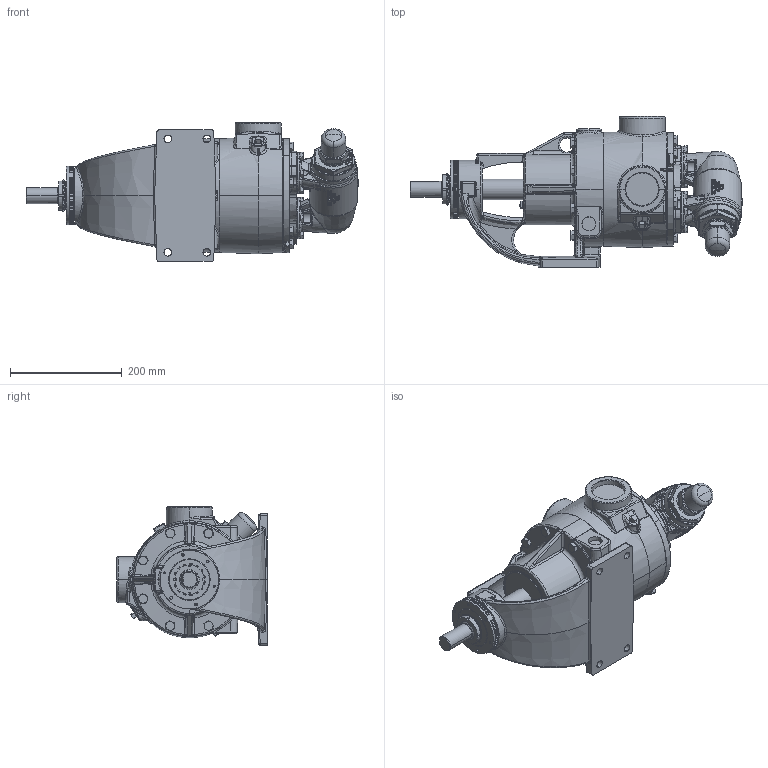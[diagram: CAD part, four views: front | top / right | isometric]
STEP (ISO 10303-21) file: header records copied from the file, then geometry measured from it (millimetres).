
FILE_DESCRIPTION (( 'STEP AP214' ), '1' );
FILE_NAME ('K724.STEP', '2016-08-26T15:38:43', ( '' ), ( '' ), 'SwSTEP 2.0', 'SolidWorks 2015', '' );
FILE_SCHEMA (( 'AUTOMOTIVE_DESIGN' ));
Length unit declared in the file: inch
Products named in the file (1): K724
Bounding box: 594.32 x 270.13 x 247.9 mm (x, y, z)
Volume: 10243635.5 mm3; surface area: 539562.3 mm2
Topology: 1 solids, 1 shells, 3270 faces, 8114 edges, 4844 vertices
Faces by surface type: plane 1120, bspline 943, cylinder 572, cone 378, torus 173, sphere 84
Entity records: 182596 total; most frequent: CARTESIAN_POINT 89930, ORIENTED_EDGE 16028, DIRECTION 12528, EDGE_CURVE 8014, AXIS2_PLACEMENT_3D 4951, VERTEX_POINT 4838, EDGE_LOOP 3404, ADVANCED_FACE 3270
